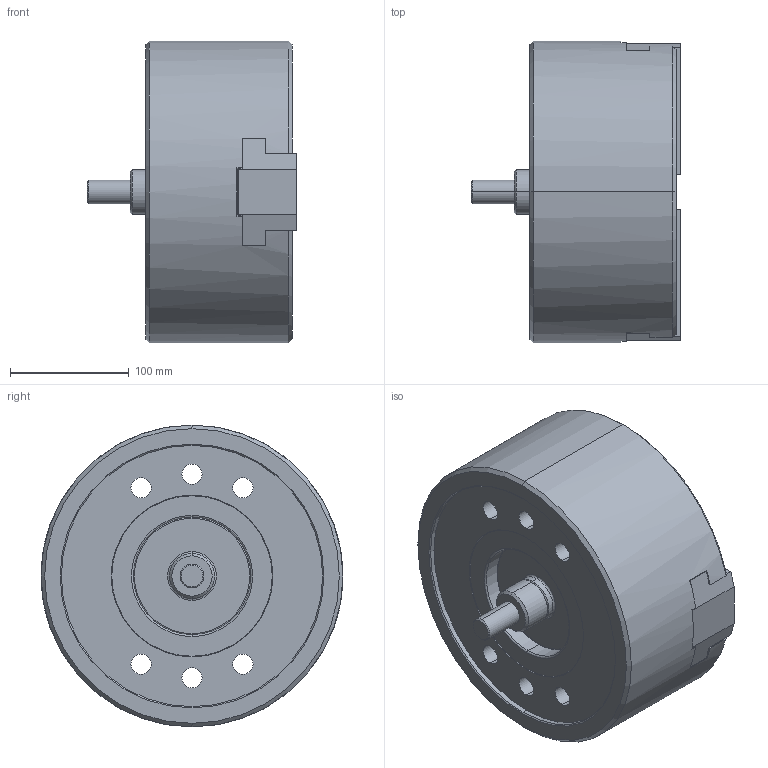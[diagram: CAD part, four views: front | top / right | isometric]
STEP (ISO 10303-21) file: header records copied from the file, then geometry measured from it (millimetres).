
FILE_DESCRIPTION (( 'STEP AP203' ), '1' );
FILE_NAME ('FD-1060 外觀參考.STEP', '2017-02-20T01:20:47', ( 'temp' ), ( '' ), 'SwSTEP 2.0', 'SolidWorks 2016', '' );
FILE_SCHEMA (( 'CONFIG_CONTROL_DESIGN' ));
Length unit declared in the file: metre
Products named in the file (9): FD-1060防塵蓋; FD-1060中孔塞; FD-1060雙展刀頭本體; FD-1060 外觀參考; FD-1060中仁; FD-1060連接管螺栓; FD-1060連接管螺帽; FD-1060主爪1; FD-1060主爪2
Assembly tree (8 placements, depth 2):
  FD-1060 外觀參考
    FD-1060雙展刀頭本體
    FD-1060中仁
    FD-1060連接管螺栓
    FD-1060連接管螺帽
    FD-1060主爪1
    FD-1060主爪2
    FD-1060防塵蓋
    FD-1060中孔塞
Bounding box: 176.31 x 254 x 254 mm (x, y, z)
Volume: 5602736.8 mm3; surface area: 414582.7 mm2
Topology: 8 solids, 8 shells, 273 faces, 654 edges, 401 vertices
Faces by surface type: plane 126, cylinder 80, cone 51, torus 16
Entity records: 8760 total; most frequent: DIRECTION 1447, CARTESIAN_POINT 1331, ORIENTED_EDGE 1268, EDGE_CURVE 634, AXIS2_PLACEMENT_3D 533, VERTEX_POINT 401, LINE 381, VECTOR 381
